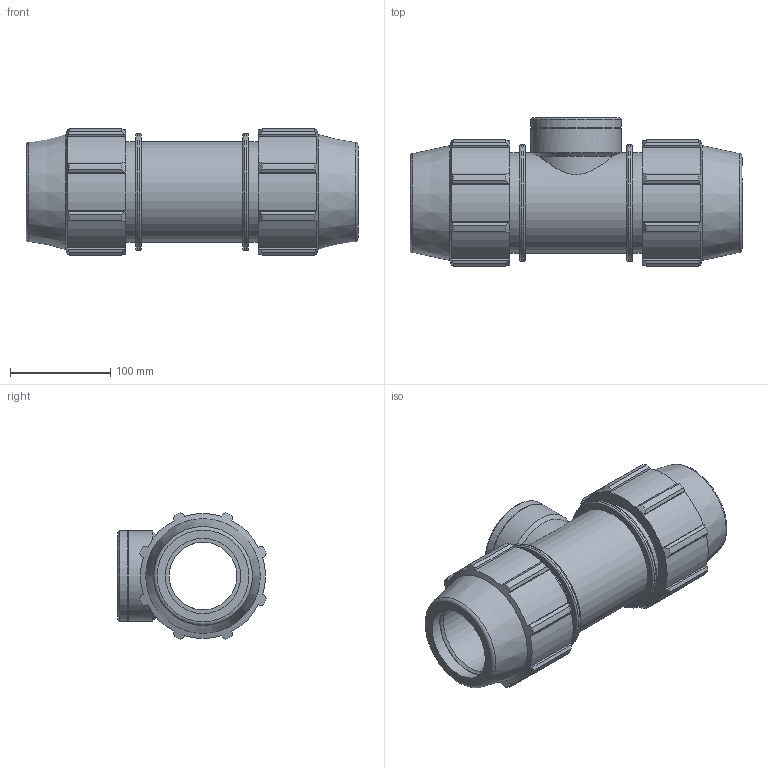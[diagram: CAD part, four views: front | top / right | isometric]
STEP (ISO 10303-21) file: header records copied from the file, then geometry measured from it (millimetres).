
FILE_DESCRIPTION(/* description */ ('PLASSON TEE WITH THREADED FEMALE OFFTAKE 75-2.1/2"-75'),/* implementation_level */ '2;1');
FILE_NAME(/* name */ '0714060750250A.ipt.stp',/* time_stamp */ '2018-03-25T20:10:51+03:00',/* author */ ('KIM'),/* organization */ (''),/* preprocessor_version */ 'ST-DEVELOPER v15.6',/* originating_system */ 'Autodesk Inventor 2015',/* authorisation */ '');
FILE_SCHEMA (('AUTOMOTIVE_DESIGN { 1 0 10303 214 3 1 1 }'));
Length unit declared in the file: millimetre
Products named in the file (1): 0714060750250A
Bounding box: 331 x 148.04 x 126.08 mm (x, y, z)
Volume: 1889030.2 mm3; surface area: 249129.8 mm2
Topology: 1 solids, 1 shells, 162 faces, 440 edges, 288 vertices
Faces by surface type: plane 81, cylinder 47, cone 28, torus 6
Full cylindrical faces by diameter (mm): 67.5 x2, 72.226 x1, 75 x2, 90.282 x2, 100.5 x3, 116.58 x2
Entity records: 4943 total; most frequent: CARTESIAN_POINT 1080, ORIENTED_EDGE 804, DIRECTION 784, EDGE_CURVE 402, AXIS2_PLACEMENT_3D 293, VERTEX_POINT 280, EDGE_LOOP 206, LINE 198
